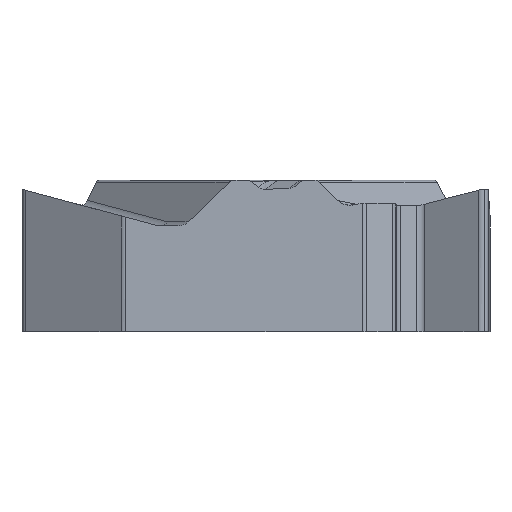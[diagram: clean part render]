
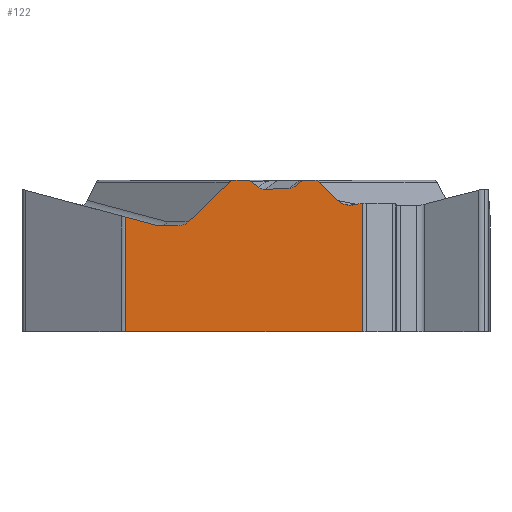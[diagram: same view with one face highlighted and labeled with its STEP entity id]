
A CAD part, left-side view. The second image highlights one B-rep face of the part: STEP entity #122.
In plain terms, the highlighted planar face has unit normal (-1, 0, 0).
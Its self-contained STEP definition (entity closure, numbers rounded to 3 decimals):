
#122=ADVANCED_FACE('',(#265),#217,.F.);
#217=PLANE('',#1998);
#265=FACE_OUTER_BOUND('',#361,.T.);
#361=EDGE_LOOP('',(#627,#628,#629,#630,#631,#632,#633,#634,#635,#636,#637,
#638,#639,#640,#641,#642,#643,#644,#645,#646,#647,#648));
#463=CIRCLE('',#1997,0.15);
#518=ELLIPSE('',#1991,0.4,0.33);
#519=ELLIPSE('',#1992,0.17,0.15);
#520=ELLIPSE('',#1993,0.15,0.15);
#521=ELLIPSE('',#1994,0.167,0.15);
#522=ELLIPSE('',#1995,0.177,0.15);
#523=ELLIPSE('',#1996,0.389,0.33);
#627=ORIENTED_EDGE('',*,*,#1352,.F.);
#628=ORIENTED_EDGE('',*,*,#1353,.T.);
#629=ORIENTED_EDGE('',*,*,#1354,.F.);
#630=ORIENTED_EDGE('',*,*,#1355,.T.);
#631=ORIENTED_EDGE('',*,*,#1356,.F.);
#632=ORIENTED_EDGE('',*,*,#1357,.F.);
#633=ORIENTED_EDGE('',*,*,#1358,.F.);
#634=ORIENTED_EDGE('',*,*,#1359,.F.);
#635=ORIENTED_EDGE('',*,*,#1360,.F.);
#636=ORIENTED_EDGE('',*,*,#1361,.F.);
#637=ORIENTED_EDGE('',*,*,#1362,.F.);
#638=ORIENTED_EDGE('',*,*,#1363,.F.);
#639=ORIENTED_EDGE('',*,*,#1364,.F.);
#640=ORIENTED_EDGE('',*,*,#1365,.F.);
#641=ORIENTED_EDGE('',*,*,#1366,.F.);
#642=ORIENTED_EDGE('',*,*,#1367,.F.);
#643=ORIENTED_EDGE('',*,*,#1368,.F.);
#644=ORIENTED_EDGE('',*,*,#1369,.T.);
#645=ORIENTED_EDGE('',*,*,#1370,.T.);
#646=ORIENTED_EDGE('',*,*,#1371,.T.);
#647=ORIENTED_EDGE('',*,*,#1372,.F.);
#648=ORIENTED_EDGE('',*,*,#1350,.T.);
#1155=VERTEX_POINT('',#2990);
#1156=VERTEX_POINT('',#2992);
#1157=VERTEX_POINT('',#2996);
#1158=VERTEX_POINT('',#2998);
#1159=VERTEX_POINT('',#3000);
#1160=VERTEX_POINT('',#3002);
#1161=VERTEX_POINT('',#3004);
#1162=VERTEX_POINT('',#3006);
#1163=VERTEX_POINT('',#3008);
#1164=VERTEX_POINT('',#3010);
#1165=VERTEX_POINT('',#3012);
#1166=VERTEX_POINT('',#3026);
#1167=VERTEX_POINT('',#3028);
#1168=VERTEX_POINT('',#3042);
#1169=VERTEX_POINT('',#3044);
#1170=VERTEX_POINT('',#3046);
#1171=VERTEX_POINT('',#3048);
#1172=VERTEX_POINT('',#3050);
#1173=VERTEX_POINT('',#3052);
#1174=VERTEX_POINT('',#3054);
#1175=VERTEX_POINT('',#3056);
#1176=VERTEX_POINT('',#3058);
#1350=EDGE_CURVE('',#1156,#1155,#1606,.T.);
#1352=EDGE_CURVE('',#1157,#1155,#1607,.T.);
#1353=EDGE_CURVE('',#1157,#1158,#1608,.T.);
#1354=EDGE_CURVE('',#1159,#1158,#1609,.T.);
#1355=EDGE_CURVE('',#1159,#1160,#518,.T.);
#1356=EDGE_CURVE('',#1161,#1160,#1610,.T.);
#1357=EDGE_CURVE('',#1162,#1161,#519,.T.);
#1358=EDGE_CURVE('',#1163,#1162,#1611,.T.);
#1359=EDGE_CURVE('',#1164,#1163,#520,.T.);
#1360=EDGE_CURVE('',#1165,#1164,#1612,.T.);
#1361=EDGE_CURVE('',#1166,#1165,#1915,.T.);
#1362=EDGE_CURVE('',#1167,#1166,#1613,.T.);
#1363=EDGE_CURVE('',#1168,#1167,#1916,.T.);
#1364=EDGE_CURVE('',#1169,#1168,#1614,.T.);
#1365=EDGE_CURVE('',#1170,#1169,#521,.T.);
#1366=EDGE_CURVE('',#1171,#1170,#1615,.T.);
#1367=EDGE_CURVE('',#1172,#1171,#522,.T.);
#1368=EDGE_CURVE('',#1173,#1172,#1616,.T.);
#1369=EDGE_CURVE('',#1173,#1174,#523,.T.);
#1370=EDGE_CURVE('',#1174,#1175,#1617,.T.);
#1371=EDGE_CURVE('',#1175,#1176,#463,.T.);
#1372=EDGE_CURVE('',#1156,#1176,#1618,.T.);
#1606=LINE('',#2991,#1771);
#1607=LINE('',#2995,#1772);
#1608=LINE('',#2997,#1773);
#1609=LINE('',#2999,#1774);
#1610=LINE('',#3003,#1775);
#1611=LINE('',#3007,#1776);
#1612=LINE('',#3011,#1777);
#1613=LINE('',#3027,#1778);
#1614=LINE('',#3043,#1779);
#1615=LINE('',#3047,#1780);
#1616=LINE('',#3051,#1781);
#1617=LINE('',#3055,#1782);
#1618=LINE('',#3059,#1783);
#1771=VECTOR('',#2250,1.);
#1772=VECTOR('',#2255,1.);
#1773=VECTOR('',#2256,1.);
#1774=VECTOR('',#2257,1.);
#1775=VECTOR('',#2260,1.);
#1776=VECTOR('',#2263,1.);
#1777=VECTOR('',#2266,1.);
#1778=VECTOR('',#2267,1.);
#1779=VECTOR('',#2268,1.);
#1780=VECTOR('',#2271,1.);
#1781=VECTOR('',#2274,1.);
#1782=VECTOR('',#2277,1.);
#1783=VECTOR('',#2280,1.);
#1915=B_SPLINE_CURVE_WITH_KNOTS('',3,(#3013,#3014,#3015,#3016,#3017,#3018,
#3019,#3020,#3021,#3022,#3023,#3024,#3025),.UNSPECIFIED.,.F.,.F.,(4,3,3,
3,4),(0.,0.249,0.498,0.746,1.),
 .UNSPECIFIED.);
#1916=B_SPLINE_CURVE_WITH_KNOTS('',3,(#3029,#3030,#3031,#3032,#3033,#3034,
#3035,#3036,#3037,#3038,#3039,#3040,#3041),.UNSPECIFIED.,.F.,.F.,(4,3,3,
3,4),(0.,0.234,0.468,0.701,1.),
 .UNSPECIFIED.);
#1991=AXIS2_PLACEMENT_3D('',#3001,#2258,#2259);
#1992=AXIS2_PLACEMENT_3D('',#3005,#2261,#2262);
#1993=AXIS2_PLACEMENT_3D('',#3009,#2264,#2265);
#1994=AXIS2_PLACEMENT_3D('',#3045,#2269,#2270);
#1995=AXIS2_PLACEMENT_3D('',#3049,#2272,#2273);
#1996=AXIS2_PLACEMENT_3D('',#3053,#2275,#2276);
#1997=AXIS2_PLACEMENT_3D('',#3057,#2278,#2279);
#1998=AXIS2_PLACEMENT_3D('',#3060,#2281,#2282);
#2250=DIRECTION('',(0.,0.,-1.));
#2255=DIRECTION('',(0.,1.,0.));
#2256=DIRECTION('',(0.,0.,1.));
#2257=DIRECTION('',(0.,-0.991,0.133));
#2258=DIRECTION('',(1.,0.,0.));
#2259=DIRECTION('',(0.,0.978,0.206));
#2260=DIRECTION('',(0.,-0.705,-0.71));
#2261=DIRECTION('',(1.,0.,0.));
#2262=DIRECTION('',(0.,1.,0.));
#2263=DIRECTION('',(0.,-1.,0.));
#2264=DIRECTION('',(1.,0.,0.));
#2265=DIRECTION('',(0.,1.,0.));
#2266=DIRECTION('',(0.,-0.759,0.651));
#2267=DIRECTION('',(0.,-0.999,0.043));
#2268=DIRECTION('',(0.,-0.792,-0.611));
#2269=DIRECTION('',(1.,0.,0.));
#2270=DIRECTION('',(0.,1.,0.));
#2271=DIRECTION('',(0.,-1.,0.));
#2272=DIRECTION('',(1.,0.,0.));
#2273=DIRECTION('',(0.,1.,0.));
#2274=DIRECTION('',(0.,-0.719,0.695));
#2275=DIRECTION('',(1.,0.,0.));
#2276=DIRECTION('',(0.,1.,0.));
#2277=DIRECTION('',(0.,1.,0.));
#2278=DIRECTION('',(1.,0.,0.));
#2279=DIRECTION('',(0.,0.,-1.));
#2280=DIRECTION('',(0.,-0.966,-0.259));
#2281=DIRECTION('',(1.,0.,0.));
#2282=DIRECTION('',(0.,0.,-1.));
#2990=CARTESIAN_POINT('',(-4.763,4.003,-3.97));
#2991=CARTESIAN_POINT('',(-4.763,4.003,-5.47));
#2992=CARTESIAN_POINT('',(-4.763,4.003,-0.776));
#2995=CARTESIAN_POINT('',(-4.763,-3.173,-3.97));
#2996=CARTESIAN_POINT('',(-4.763,-2.591,-3.97));
#2997=CARTESIAN_POINT('',(-4.763,-2.591,3.25));
#2998=CARTESIAN_POINT('',(-4.763,-2.591,-0.397));
#2999=CARTESIAN_POINT('',(-4.763,3.019,-1.148));
#3000=CARTESIAN_POINT('',(-4.763,-2.296,-0.436));
#3001=CARTESIAN_POINT('',(-4.763,-2.204,-0.107));
#3002=CARTESIAN_POINT('',(-4.763,-1.907,-0.308));
#3003=CARTESIAN_POINT('',(-4.763,0.77,2.387));
#3004=CARTESIAN_POINT('',(-4.763,-1.403,0.199));
#3005=CARTESIAN_POINT('',(-4.763,-1.275,0.1));
#3006=CARTESIAN_POINT('',(-4.763,-1.275,0.25));
#3007=CARTESIAN_POINT('',(-4.763,3.173,0.25));
#3008=CARTESIAN_POINT('',(-4.763,-0.971,0.25));
#3009=CARTESIAN_POINT('',(-4.763,-0.971,0.1));
#3010=CARTESIAN_POINT('',(-4.763,-0.873,0.214));
#3011=CARTESIAN_POINT('',(-4.763,1.566,-1.876));
#3012=CARTESIAN_POINT('',(-4.763,-0.748,0.107));
#3013=CARTESIAN_POINT('',(-4.763,-0.55,0.028));
#3014=CARTESIAN_POINT('',(-4.763,-0.568,0.029));
#3015=CARTESIAN_POINT('',(-4.763,-0.586,0.032));
#3016=CARTESIAN_POINT('',(-4.763,-0.603,0.035));
#3017=CARTESIAN_POINT('',(-4.763,-0.621,0.039));
#3018=CARTESIAN_POINT('',(-4.763,-0.638,0.044));
#3019=CARTESIAN_POINT('',(-4.763,-0.655,0.051));
#3020=CARTESIAN_POINT('',(-4.763,-0.672,0.058));
#3021=CARTESIAN_POINT('',(-4.763,-0.688,0.066));
#3022=CARTESIAN_POINT('',(-4.763,-0.703,0.075));
#3023=CARTESIAN_POINT('',(-4.763,-0.719,0.084));
#3024=CARTESIAN_POINT('',(-4.763,-0.734,0.095));
#3025=CARTESIAN_POINT('',(-4.763,-0.748,0.107));
#3026=CARTESIAN_POINT('',(-4.763,-0.55,0.028));
#3027=CARTESIAN_POINT('',(-4.763,-3.167,0.14));
#3028=CARTESIAN_POINT('',(-4.763,0.098,0.001));
#3029=CARTESIAN_POINT('',(-4.763,0.297,0.063));
#3030=CARTESIAN_POINT('',(-4.763,0.284,0.052));
#3031=CARTESIAN_POINT('',(-4.763,0.269,0.043));
#3032=CARTESIAN_POINT('',(-4.763,0.255,0.036));
#3033=CARTESIAN_POINT('',(-4.763,0.24,0.028));
#3034=CARTESIAN_POINT('',(-4.763,0.225,0.021));
#3035=CARTESIAN_POINT('',(-4.763,0.209,0.016));
#3036=CARTESIAN_POINT('',(-4.763,0.194,0.011));
#3037=CARTESIAN_POINT('',(-4.763,0.177,0.007));
#3038=CARTESIAN_POINT('',(-4.763,0.161,0.004));
#3039=CARTESIAN_POINT('',(-4.763,0.14,0.001));
#3040=CARTESIAN_POINT('',(-4.763,0.119,0.));
#3041=CARTESIAN_POINT('',(-4.763,0.098,0.001));
#3042=CARTESIAN_POINT('',(-4.763,0.297,0.063));
#3043=CARTESIAN_POINT('',(-4.763,-1.909,-1.639));
#3044=CARTESIAN_POINT('',(-4.763,0.493,0.214));
#3045=CARTESIAN_POINT('',(-4.763,0.601,0.1));
#3046=CARTESIAN_POINT('',(-4.763,0.601,0.25));
#3047=CARTESIAN_POINT('',(-4.763,-3.173,0.25));
#3048=CARTESIAN_POINT('',(-4.763,0.988,0.25));
#3049=CARTESIAN_POINT('',(-4.763,0.988,0.1));
#3050=CARTESIAN_POINT('',(-4.763,1.121,0.199));
#3051=CARTESIAN_POINT('',(-4.763,-0.998,2.249));
#3052=CARTESIAN_POINT('',(-4.763,2.266,-0.908));
#3053=CARTESIAN_POINT('',(-4.763,2.558,-0.69));
#3054=CARTESIAN_POINT('',(-4.763,2.558,-1.02));
#3055=CARTESIAN_POINT('',(-4.763,-3.173,-1.02));
#3056=CARTESIAN_POINT('',(-4.763,3.074,-1.02));
#3057=CARTESIAN_POINT('',(-4.763,3.074,-0.87));
#3058=CARTESIAN_POINT('',(-4.763,3.112,-1.015));
#3059=CARTESIAN_POINT('',(-4.763,-2.498,-2.518));
#3060=CARTESIAN_POINT('',(-4.763,-3.173,0.));
